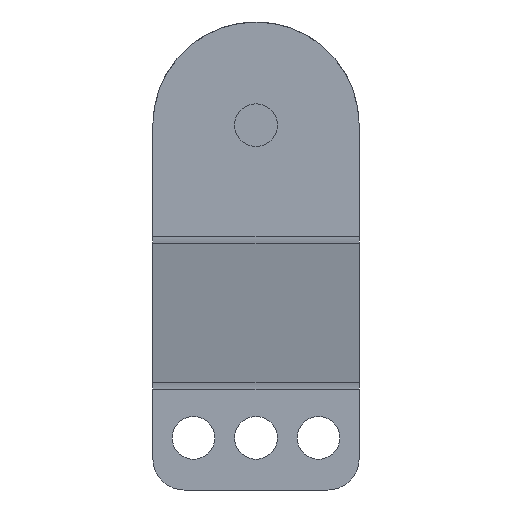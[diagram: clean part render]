
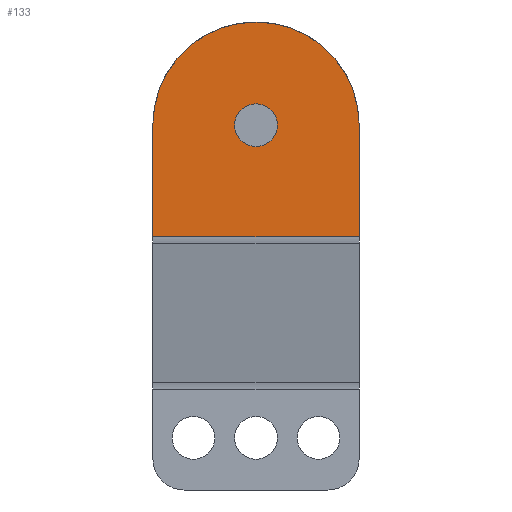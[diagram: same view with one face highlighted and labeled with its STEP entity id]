
A CAD part, left-side view. The second image highlights one B-rep face of the part: STEP entity #133.
In plain terms, the highlighted planar face has unit normal (-1, 0, 0).
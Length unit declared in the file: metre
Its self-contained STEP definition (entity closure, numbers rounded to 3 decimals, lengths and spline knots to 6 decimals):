
#133 = ADVANCED_FACE( '', ( #307, #308 ), #309, .T. );
#307 = FACE_OUTER_BOUND( '', #536, .T. );
#308 = FACE_BOUND( '', #537, .T. );
#309 = PLANE( '', #538 );
#536 = EDGE_LOOP( '', ( #884, #885, #886, #887 ) );
#537 = EDGE_LOOP( '', ( #888 ) );
#538 = AXIS2_PLACEMENT_3D( '', #889, #890, #891 );
#884 = ORIENTED_EDGE( '', *, *, #1267, .T. );
#885 = ORIENTED_EDGE( '', *, *, #1317, .F. );
#886 = ORIENTED_EDGE( '', *, *, #1254, .F. );
#887 = ORIENTED_EDGE( '', *, *, #1215, .F. );
#888 = ORIENTED_EDGE( '', *, *, #1324, .T. );
#889 = CARTESIAN_POINT( '', ( -0.0171, 0.055083, 0.033509 ) );
#890 = DIRECTION( '', ( -1., 0., 0. ) );
#891 = DIRECTION( '', ( 0., 0., -1. ) );
#1215 = EDGE_CURVE( '', #1425, #1420, #1427, .F. );
#1254 = EDGE_CURVE( '', #1420, #1494, #1495, .T. );
#1267 = EDGE_CURVE( '', #1425, #1514, #1516, .T. );
#1317 = EDGE_CURVE( '', #1494, #1514, #1595, .T. );
#1324 = EDGE_CURVE( '', #1606, #1606, #1607, .T. );
#1420 = VERTEX_POINT( '', #1731 );
#1425 = VERTEX_POINT( '', #1737 );
#1427 = LINE( '', #1739, #1740 );
#1494 = VERTEX_POINT( '', #1829 );
#1495 = LINE( '', #1830, #1831 );
#1514 = VERTEX_POINT( '', #1857 );
#1516 = LINE( '', #1860, #1861 );
#1595 = CIRCLE( '', #1964, 0.0099 );
#1606 = VERTEX_POINT( '', #1977 );
#1607 = CIRCLE( '', #1978, 0.00205 );
#1731 = CARTESIAN_POINT( '', ( -0.0171, 0.0099, 0.043318 ) );
#1737 = CARTESIAN_POINT( '', ( -0.0171, -0.0099, 0.043318 ) );
#1739 = CARTESIAN_POINT( '', ( -0.0171, 0.055083, 0.043318 ) );
#1740 = VECTOR( '', #2137, 1. );
#1829 = CARTESIAN_POINT( '', ( -0.0171, 0.0099, 0.054 ) );
#1830 = CARTESIAN_POINT( '', ( -0.0171, 0.0099, 0.038013 ) );
#1831 = VECTOR( '', #2184, 1. );
#1857 = CARTESIAN_POINT( '', ( -0.0171, -0.0099, 0.054 ) );
#1860 = CARTESIAN_POINT( '', ( -0.0171, -0.0099, 0.042013 ) );
#1861 = VECTOR( '', #2199, 1. );
#1964 = AXIS2_PLACEMENT_3D( '', #2272, #2273, #2274 );
#1977 = CARTESIAN_POINT( '', ( -0.0171, 0., 0.05195 ) );
#1978 = AXIS2_PLACEMENT_3D( '', #2283, #2284, #2285 );
#2137 = DIRECTION( '', ( 0., -1., 0. ) );
#2184 = DIRECTION( '', ( 0., 0., 1. ) );
#2199 = DIRECTION( '', ( 0., 0., 1. ) );
#2272 = CARTESIAN_POINT( '', ( -0.0171, 0., 0.054 ) );
#2273 = DIRECTION( '', ( 1., 0., 0. ) );
#2274 = DIRECTION( '', ( 0., 0., -1. ) );
#2283 = CARTESIAN_POINT( '', ( -0.0171, 0., 0.054 ) );
#2284 = DIRECTION( '', ( 1., 0., 0. ) );
#2285 = DIRECTION( '', ( 0., 0., -1. ) );
